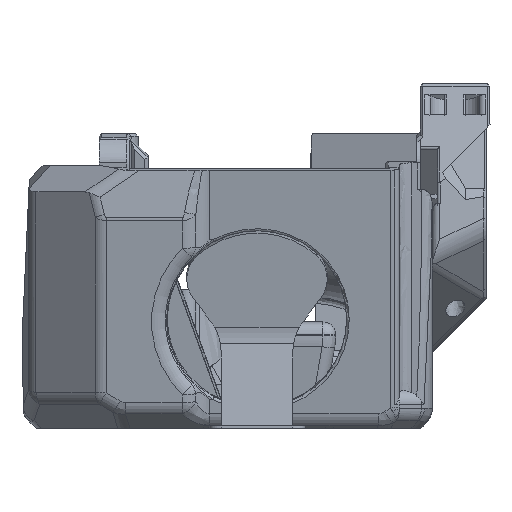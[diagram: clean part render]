
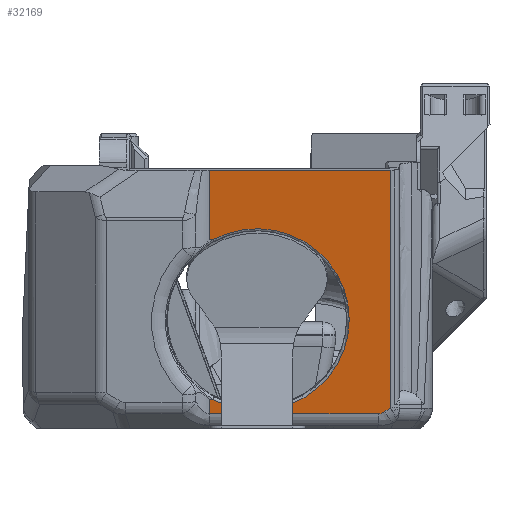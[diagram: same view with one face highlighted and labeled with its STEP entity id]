
A CAD part, left-side view. The second image highlights one B-rep face of the part: STEP entity #32169.
In plain terms, the highlighted planar face has unit normal (-0.985, 0, -0.174).
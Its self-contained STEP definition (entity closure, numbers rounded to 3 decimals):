
#994=B_SPLINE_CURVE_WITH_KNOTS('',3,(#50640,#50641,#50642,#50643),
 .UNSPECIFIED.,.F.,.F.,(4,4),(0.,0.382),.UNSPECIFIED.);
#1007=B_SPLINE_CURVE_WITH_KNOTS('',3,(#50932,#50933,#50934,#50935),
 .UNSPECIFIED.,.F.,.F.,(4,4),(0.618,1.),.UNSPECIFIED.);
#1654=CIRCLE('',#33969,14.4);
#2619=ELLIPSE('',#34597,3.203,2.);
#5504=ORIENTED_EDGE('',*,*,#14282,.F.);
#5505=ORIENTED_EDGE('',*,*,#13261,.T.);
#5506=ORIENTED_EDGE('',*,*,#14410,.T.);
#5507=ORIENTED_EDGE('',*,*,#14411,.F.);
#5508=ORIENTED_EDGE('',*,*,#14412,.T.);
#5509=ORIENTED_EDGE('',*,*,#14413,.T.);
#5510=ORIENTED_EDGE('',*,*,#14414,.F.);
#5511=ORIENTED_EDGE('',*,*,#14415,.T.);
#5512=ORIENTED_EDGE('',*,*,#13872,.F.);
#5513=ORIENTED_EDGE('',*,*,#13897,.F.);
#13261=EDGE_CURVE('',#18111,#18110,#1654,.T.);
#13872=EDGE_CURVE('',#18524,#18525,#21437,.T.);
#13897=EDGE_CURVE('',#18542,#18524,#21456,.T.);
#14282=EDGE_CURVE('',#18111,#18542,#994,.F.);
#14410=EDGE_CURVE('',#18110,#18901,#1007,.T.);
#14411=EDGE_CURVE('',#18902,#18901,#21792,.T.);
#14412=EDGE_CURVE('',#18902,#18903,#21793,.T.);
#14413=EDGE_CURVE('',#18903,#18904,#2619,.T.);
#14414=EDGE_CURVE('',#18905,#18904,#21794,.T.);
#14415=EDGE_CURVE('',#18905,#18525,#21795,.T.);
#18110=VERTEX_POINT('',#46390);
#18111=VERTEX_POINT('',#46392);
#18524=VERTEX_POINT('',#48943);
#18525=VERTEX_POINT('',#48945);
#18542=VERTEX_POINT('',#49004);
#18901=VERTEX_POINT('',#50936);
#18902=VERTEX_POINT('',#50938);
#18903=VERTEX_POINT('',#50940);
#18904=VERTEX_POINT('',#50942);
#18905=VERTEX_POINT('',#50944);
#21437=LINE('',#48944,#24336);
#21456=LINE('',#49005,#24355);
#21792=LINE('',#50937,#24691);
#21793=LINE('',#50939,#24692);
#21794=LINE('',#50943,#24693);
#21795=LINE('',#50945,#24694);
#24336=VECTOR('',#38315,1000.);
#24355=VECTOR('',#38352,1000.);
#24691=VECTOR('',#39158,1000.);
#24692=VECTOR('',#39159,1000.);
#24693=VECTOR('',#39162,1000.);
#24694=VECTOR('',#39163,1000.);
#27162=EDGE_LOOP('',(#5504,#5505,#5506,#5507,#5508,#5509,#5510,#5511,#5512,
#5513));
#29166=FACE_BOUND('',#27162,.T.);
#30900=PLANE('',#34596);
#32169=ADVANCED_FACE('',(#29166),#30900,.F.);
#33969=AXIS2_PLACEMENT_3D('',#46391,#37292,#37293);
#34596=AXIS2_PLACEMENT_3D('',#50931,#39156,#39157);
#34597=AXIS2_PLACEMENT_3D('',#50941,#39160,#39161);
#37292=DIRECTION('',(0.985,0.,0.174));
#37293=DIRECTION('',(0.174,0.,-0.985));
#38315=DIRECTION('',(0.,-1.,0.));
#38352=DIRECTION('',(-0.174,0.,0.985));
#39156=DIRECTION('',(0.985,0.,0.174));
#39157=DIRECTION('',(-0.174,0.,0.985));
#39158=DIRECTION('',(-0.174,0.,0.985));
#39159=DIRECTION('',(0.,-1.,0.));
#39160=DIRECTION('',(-0.985,0.,-0.174));
#39161=DIRECTION('',(-0.165,-0.304,0.938));
#39162=DIRECTION('',(0.097,0.829,-0.551));
#39163=DIRECTION('',(-0.174,0.,0.985));
#46390=CARTESIAN_POINT('',(-28.264,11.767,4.533));
#46391=CARTESIAN_POINT('',(-30.458,4.853,16.973));
#46392=CARTESIAN_POINT('',(-32.651,11.767,29.413));
#48943=CARTESIAN_POINT('',(-34.572,12.27,40.304));
#48944=CARTESIAN_POINT('',(-34.572,24.853,40.304));
#48945=CARTESIAN_POINT('',(-34.572,-16.002,40.304));
#49004=CARTESIAN_POINT('',(-32.66,12.27,29.463));
#49005=CARTESIAN_POINT('',(-31.185,12.27,21.099));
#50640=CARTESIAN_POINT('',(-32.66,12.27,29.463));
#50641=CARTESIAN_POINT('',(-32.657,12.102,29.442));
#50642=CARTESIAN_POINT('',(-32.654,11.935,29.425));
#50643=CARTESIAN_POINT('',(-32.651,11.767,29.413));
#50931=CARTESIAN_POINT('',(-31.185,24.853,21.099));
#50932=CARTESIAN_POINT('',(-28.264,11.767,4.533));
#50933=CARTESIAN_POINT('',(-28.262,11.935,4.52));
#50934=CARTESIAN_POINT('',(-28.259,12.102,4.503));
#50935=CARTESIAN_POINT('',(-28.255,12.27,4.482));
#50936=CARTESIAN_POINT('',(-28.255,12.27,4.482));
#50937=CARTESIAN_POINT('',(-31.185,12.27,21.099));
#50938=CARTESIAN_POINT('',(-27.864,12.27,2.262));
#50939=CARTESIAN_POINT('',(-27.864,-14.655,2.262));
#50940=CARTESIAN_POINT('',(-27.864,-14.07,2.262));
#50941=CARTESIAN_POINT('',(-28.404,-14.652,5.326));
#50942=CARTESIAN_POINT('',(-27.923,-15.07,2.597));
#50943=CARTESIAN_POINT('',(-27.821,-14.199,2.018));
#50944=CARTESIAN_POINT('',(-28.032,-16.002,3.216));
#50945=CARTESIAN_POINT('',(-7.663,-16.002,-112.301));
